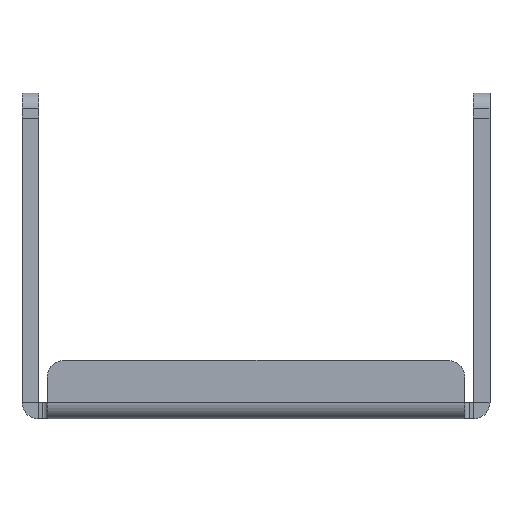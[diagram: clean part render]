
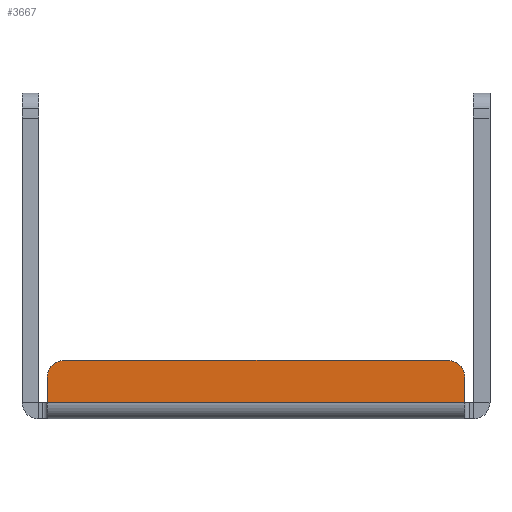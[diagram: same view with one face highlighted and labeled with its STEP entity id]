
A CAD part, front view. The second image highlights one B-rep face of the part: STEP entity #3667.
In plain terms, the highlighted planar face has unit normal (0, -1, 0).
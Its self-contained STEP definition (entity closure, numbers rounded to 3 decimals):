
#448=FACE_OUTER_BOUND('',#750,.T.);
#750=EDGE_LOOP('',(#3344,#3345,#3346,#3347,#3348,#3349));
#986=CIRCLE('',#4092,2.);
#987=CIRCLE('',#4093,2.);
#1179=LINE('',#5913,#1457);
#1269=LINE('',#6210,#1547);
#1275=LINE('',#6225,#1553);
#1276=LINE('',#6230,#1554);
#1457=VECTOR('',#4821,50.);
#1547=VECTOR('',#5147,3.);
#1553=VECTOR('',#5161,3.);
#1554=VECTOR('',#5166,46.);
#1777=VERTEX_POINT('',#5907);
#1778=VERTEX_POINT('',#5911);
#1867=VERTEX_POINT('',#6209);
#1872=VERTEX_POINT('',#6223);
#1873=VERTEX_POINT('',#6227);
#1874=VERTEX_POINT('',#6229);
#2215=EDGE_CURVE('',#1778,#1777,#1179,.T.);
#2363=EDGE_CURVE('',#1867,#1778,#1269,.T.);
#2371=EDGE_CURVE('',#1777,#1872,#1275,.T.);
#2372=EDGE_CURVE('',#1872,#1873,#986,.T.);
#2373=EDGE_CURVE('',#1873,#1874,#1276,.T.);
#2374=EDGE_CURVE('',#1874,#1867,#987,.T.);
#3344=ORIENTED_EDGE('',*,*,#2363,.T.);
#3345=ORIENTED_EDGE('',*,*,#2215,.T.);
#3346=ORIENTED_EDGE('',*,*,#2371,.T.);
#3347=ORIENTED_EDGE('',*,*,#2372,.T.);
#3348=ORIENTED_EDGE('',*,*,#2373,.T.);
#3349=ORIENTED_EDGE('',*,*,#2374,.T.);
#3492=PLANE('',#4091);
#3667=ADVANCED_FACE('',(#448),#3492,.F.);
#4091=AXIS2_PLACEMENT_3D('',#6226,#5162,#5163);
#4092=AXIS2_PLACEMENT_3D('',#6228,#5164,#5165);
#4093=AXIS2_PLACEMENT_3D('',#6231,#5167,#5168);
#4821=DIRECTION('',(1.,0.,0.));
#5147=DIRECTION('',(0.,0.,-1.));
#5161=DIRECTION('',(0.,0.,1.));
#5162=DIRECTION('center_axis',(0.,1.,0.));
#5163=DIRECTION('ref_axis',(1.,0.,0.));
#5164=DIRECTION('center_axis',(0.,-1.,0.));
#5165=DIRECTION('ref_axis',(1.,0.,0.));
#5166=DIRECTION('',(-1.,0.,0.));
#5167=DIRECTION('center_axis',(0.,-1.,0.));
#5168=DIRECTION('ref_axis',(0.,0.,1.));
#5907=CARTESIAN_POINT('',(25.,-16.5,2.));
#5911=CARTESIAN_POINT('',(-25.,-16.5,2.));
#5913=CARTESIAN_POINT('',(-25.,-16.5,2.));
#6209=CARTESIAN_POINT('',(-25.,-16.5,5.));
#6210=CARTESIAN_POINT('',(-25.,-16.5,5.));
#6223=CARTESIAN_POINT('',(25.,-16.5,5.));
#6225=CARTESIAN_POINT('',(25.,-16.5,2.));
#6226=CARTESIAN_POINT('Origin',(13.12,-16.5,2.));
#6227=CARTESIAN_POINT('',(23.,-16.5,7.));
#6228=CARTESIAN_POINT('Origin',(23.,-16.5,5.));
#6229=CARTESIAN_POINT('',(-23.,-16.5,7.));
#6230=CARTESIAN_POINT('',(23.,-16.5,7.));
#6231=CARTESIAN_POINT('Origin',(-23.,-16.5,5.));
